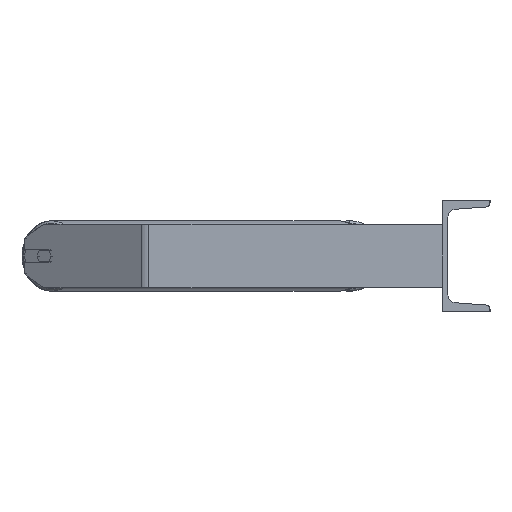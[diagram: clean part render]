
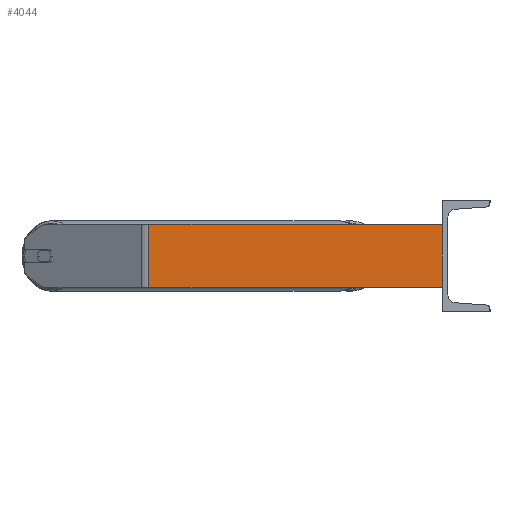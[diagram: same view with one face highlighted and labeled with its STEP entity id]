
A CAD part, left-side view. The second image highlights one B-rep face of the part: STEP entity #4044.
In plain terms, the highlighted planar face has unit normal (-1, 0, 0).
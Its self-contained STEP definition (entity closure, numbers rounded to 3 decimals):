
#97 = CARTESIAN_POINT ( 'NONE',  ( -985., 375.269, 40. ) ) ;
#125 = DIRECTION ( 'NONE',  ( 0., 0., -1. ) ) ;
#990 = CARTESIAN_POINT ( 'NONE',  ( -985., 0., 40. ) ) ;
#1620 = LINE ( 'NONE', #3584, #3882 ) ;
#1647 = VERTEX_POINT ( 'NONE', #990 ) ;
#2098 = EDGE_CURVE ( 'NONE', #1647, #3386, #1620, .T. ) ;
#2510 = CARTESIAN_POINT ( 'NONE',  ( -985., 370.224, -40. ) ) ;
#2949 = AXIS2_PLACEMENT_3D ( 'NONE', #97, #5635, #4396 ) ;
#2951 = EDGE_CURVE ( 'NONE', #5421, #6474, #8991, .T. ) ;
#3386 = VERTEX_POINT ( 'NONE', #7227 ) ;
#3584 = CARTESIAN_POINT ( 'NONE',  ( -985., 0., 40. ) ) ;
#3686 = PLANE ( 'NONE',  #2949 ) ;
#3864 = VECTOR ( 'NONE', #7298, 1000. ) ;
#3882 = VECTOR ( 'NONE', #125, 1000. ) ;
#4044 = ADVANCED_FACE ( 'NONE', ( #4921 ), #3686, .F. ) ;
#4396 = DIRECTION ( 'NONE',  ( 0., 1., 0. ) ) ;
#4598 = EDGE_LOOP ( 'NONE', ( #6127, #5705, #7846, #8028 ) ) ;
#4871 = VECTOR ( 'NONE', #6816, 1000. ) ;
#4921 = FACE_OUTER_BOUND ( 'NONE', #4598, .T. ) ;
#4924 = LINE ( 'NONE', #5507, #4871 ) ;
#5421 = VERTEX_POINT ( 'NONE', #7445 ) ;
#5507 = CARTESIAN_POINT ( 'NONE',  ( -985., 375.269, 40. ) ) ;
#5635 = DIRECTION ( 'NONE',  ( 1., 0., 0. ) ) ;
#5704 = VECTOR ( 'NONE', #6261, 1000. ) ;
#5705 = ORIENTED_EDGE ( 'NONE', *, *, #2098, .F. ) ;
#5890 = CARTESIAN_POINT ( 'NONE',  ( -985., 375.269, -40. ) ) ;
#6127 = ORIENTED_EDGE ( 'NONE', *, *, #7244, .T. ) ;
#6261 = DIRECTION ( 'NONE',  ( 0., 0., -1. ) ) ;
#6474 = VERTEX_POINT ( 'NONE', #2510 ) ;
#6816 = DIRECTION ( 'NONE',  ( 0., -1., 0. ) ) ;
#6981 = EDGE_CURVE ( 'NONE', #5421, #1647, #4924, .T. ) ;
#7227 = CARTESIAN_POINT ( 'NONE',  ( -985., 0., -40. ) ) ;
#7244 = EDGE_CURVE ( 'NONE', #6474, #3386, #8138, .T. ) ;
#7298 = DIRECTION ( 'NONE',  ( 0., -1., 0. ) ) ;
#7445 = CARTESIAN_POINT ( 'NONE',  ( -985., 370.224, 40. ) ) ;
#7676 = CARTESIAN_POINT ( 'NONE',  ( -985., 370.224, 40. ) ) ;
#7846 = ORIENTED_EDGE ( 'NONE', *, *, #6981, .F. ) ;
#8028 = ORIENTED_EDGE ( 'NONE', *, *, #2951, .T. ) ;
#8138 = LINE ( 'NONE', #5890, #3864 ) ;
#8991 = LINE ( 'NONE', #7676, #5704 ) ;
